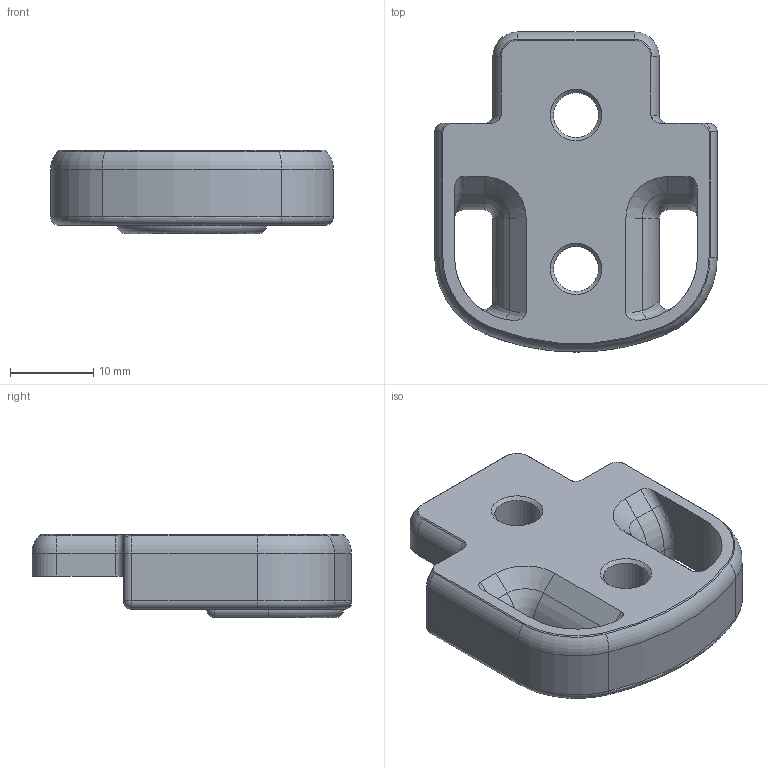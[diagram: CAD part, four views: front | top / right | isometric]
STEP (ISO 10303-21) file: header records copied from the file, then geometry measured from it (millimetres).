
FILE_DESCRIPTION(/* description */ (''),/* implementation_level */ '2;1');
FILE_NAME(/* name */ 'Floor Idler Cover.stp',/* time_stamp */ '2024-08-23T18:16:13-06:00',/* author */ ('PC'),/* organization */ (''),/* preprocessor_version */ 'ST-DEVELOPER v20',/* originating_system */ 'Autodesk Inventor 2025',/* authorisation */ '');
FILE_SCHEMA (('AUTOMOTIVE_DESIGN { 1 0 10303 214 3 1 1 }'));
Length unit declared in the file: millimetre
Products named in the file (1): Pieza102
Bounding box: 34 x 38.48 x 10 mm (x, y, z)
Volume: 6660.3 mm3; surface area: 3654.2 mm2
Topology: 1 solids, 1 shells, 124 faces, 291 edges, 169 vertices
Faces by surface type: cylinder 45, plane 35, cone 17, torus 13, sphere 8, bspline 6
Full cylindrical faces by diameter (mm): 5.4 x2
Entity records: 3756 total; most frequent: CARTESIAN_POINT 795, DIRECTION 658, ORIENTED_EDGE 582, EDGE_CURVE 291, AXIS2_PLACEMENT_3D 256, VERTEX_POINT 169, LINE 146, VECTOR 146
